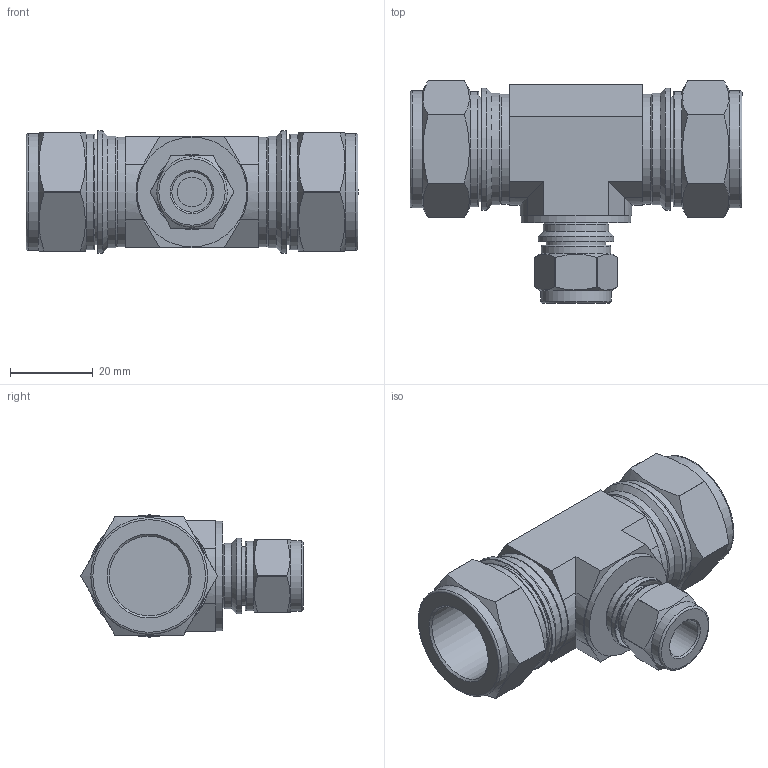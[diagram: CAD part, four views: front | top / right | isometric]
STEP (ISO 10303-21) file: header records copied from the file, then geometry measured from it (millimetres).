
FILE_DESCRIPTION(/* description */ (''),/* implementation_level */ '2;1');
FILE_NAME(/* name */ 'SRUTI-12-6.stp',/* time_stamp */ '2022-07-04T08:55:35+09:00',/* author */ ('user'),/* organization */ (''),/* preprocessor_version */ 'ST-DEVELOPER v18.1',/* originating_system */ 'Autodesk Inventor 2022',/* authorisation */ '');
FILE_SCHEMA (('AUTOMOTIVE_DESIGN { 1 0 10303 214 3 1 1 }'));
Length unit declared in the file: millimetre
Products named in the file (1): SRUT-12-6
Bounding box: 80.14 x 53.68 x 29.5 mm (x, y, z)
Volume: 43100 mm3; surface area: 17052.5 mm2
Topology: 1 solids, 1 shells, 132 faces, 299 edges, 188 vertices
Faces by surface type: plane 52, cylinder 50, cone 24, torus 6
Full cylindrical faces by diameter (mm): 7.112 x1, 9.73 x1, 12.5 x1, 13.05 x1, 14.28 x1, 15.8 x1, 16.8 x1, 17 x1, 18.25 x1, 19.25 x2, 23.8 x2, 24.2 x2, 25.4 x2, 26.5 x3, 26.9 x2, 27.8 x2, 28.2 x2, 29.5 x2
Entity records: 3710 total; most frequent: CARTESIAN_POINT 692, DIRECTION 663, ORIENTED_EDGE 598, EDGE_CURVE 299, AXIS2_PLACEMENT_3D 267, VERTEX_POINT 188, EDGE_LOOP 151, CIRCLE 132
